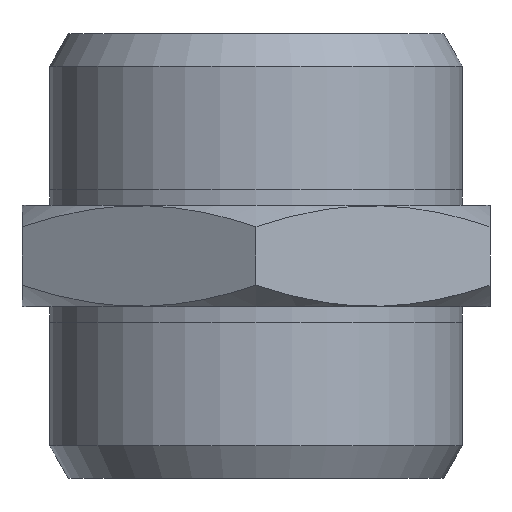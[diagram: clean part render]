
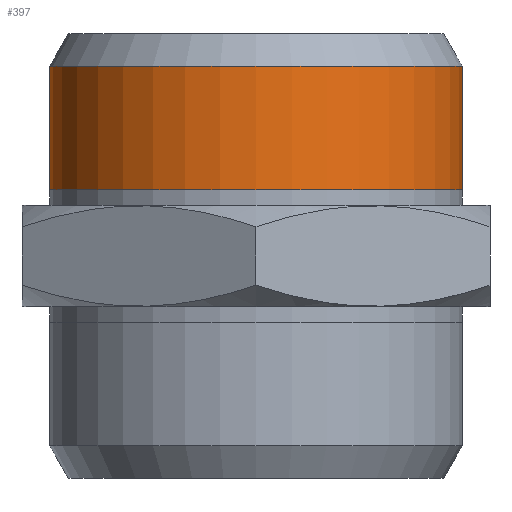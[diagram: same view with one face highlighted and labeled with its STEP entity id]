
A CAD part, left-side view. The second image highlights one B-rep face of the part: STEP entity #397.
In plain terms, the highlighted cylindrical face has radius 13.22 mm (diameter 26.441 mm), a full revolution.
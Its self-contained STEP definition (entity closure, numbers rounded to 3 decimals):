
#20=CYLINDRICAL_SURFACE('',#425,13.221);
#28=CIRCLE('',#424,13.221);
#29=CIRCLE('',#426,13.221);
#88=ORIENTED_EDGE('',*,*,#135,.T.);
#89=ORIENTED_EDGE('',*,*,#134,.F.);
#134=EDGE_CURVE('',#158,#158,#28,.T.);
#135=EDGE_CURVE('',#159,#159,#29,.T.);
#158=VERTEX_POINT('',#632);
#159=VERTEX_POINT('',#635);
#191=EDGE_LOOP('',(#88));
#192=EDGE_LOOP('',(#89));
#223=FACE_BOUND('',#191,.T.);
#224=FACE_BOUND('',#192,.T.);
#397=ADVANCED_FACE('',(#223,#224),#20,.T.);
#424=AXIS2_PLACEMENT_3D('',#631,#475,#476);
#425=AXIS2_PLACEMENT_3D('',#633,#477,#478);
#426=AXIS2_PLACEMENT_3D('',#634,#479,#480);
#475=DIRECTION('',(0.,0.,1.));
#476=DIRECTION('',(1.,0.,0.));
#477=DIRECTION('',(0.,0.,-1.));
#478=DIRECTION('',(-1.,0.,0.));
#479=DIRECTION('',(0.,0.,1.));
#480=DIRECTION('',(-1.,0.,0.));
#631=CARTESIAN_POINT('',(0.,0.,12.172));
#632=CARTESIAN_POINT('',(13.221,0.,12.172));
#633=CARTESIAN_POINT('',(0.,0.,14.25));
#634=CARTESIAN_POINT('',(0.,0.,4.25));
#635=CARTESIAN_POINT('',(-13.221,0.,4.25));
